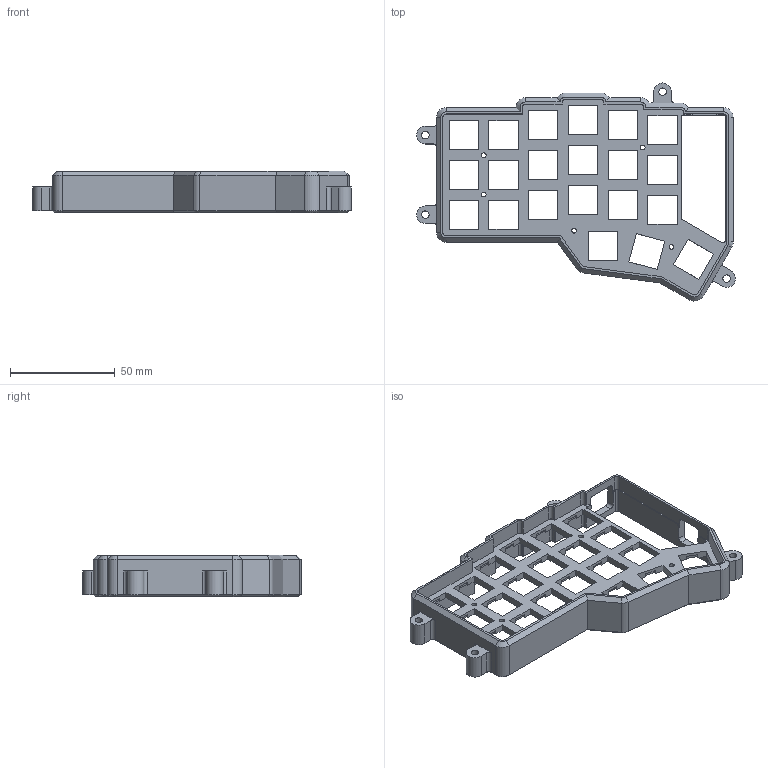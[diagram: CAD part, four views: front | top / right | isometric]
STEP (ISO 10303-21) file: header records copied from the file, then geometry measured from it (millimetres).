
FILE_DESCRIPTION(/* description */ (''),/* implementation_level */ '2;1');
FILE_NAME(/* name */ 'corne-case v1.step',/* time_stamp */ '2022-07-10T20:46:20+01:00',/* author */ (''),/* organization */ (''),/* preprocessor_version */ 'ST-DEVELOPER v19',/* originating_system */ 'Autodesk Translation Framework v11.7.0.108',/* authorisation */ '');
FILE_SCHEMA (('AUTOMOTIVE_DESIGN { 1 0 10303 214 3 1 1 }'));
Length unit declared in the file: millimetre
Products named in the file (2): corne-case; Custom Case
Assembly tree (1 placements, depth 2):
  corne-case
    Custom Case
Bounding box: 152.47 x 104.24 x 20 mm (x, y, z)
Volume: 42166.9 mm3; surface area: 32117.5 mm2
Topology: 1 solids, 1 shells, 460 faces, 1322 edges, 862 vertices
Faces by surface type: plane 361, cylinder 77, cone 22
Full cylindrical faces by diameter (mm): 2.3 x5, 3.6 x4
Entity records: 15035 total; most frequent: CARTESIAN_POINT 2704, ORIENTED_EDGE 2644, DIRECTION 2407, EDGE_CURVE 1322, LINE 1129, VECTOR 1129, VERTEX_POINT 862, AXIS2_PLACEMENT_3D 639
